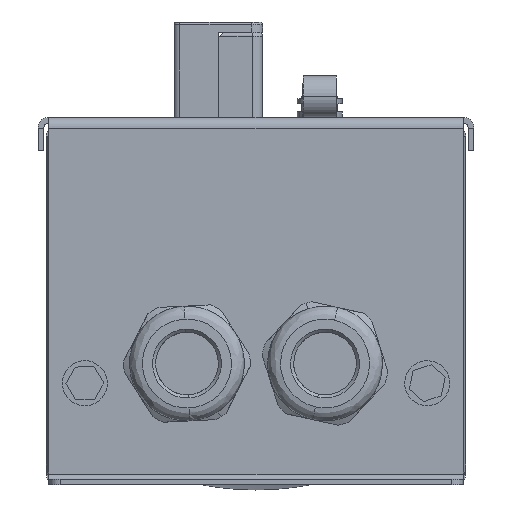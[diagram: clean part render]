
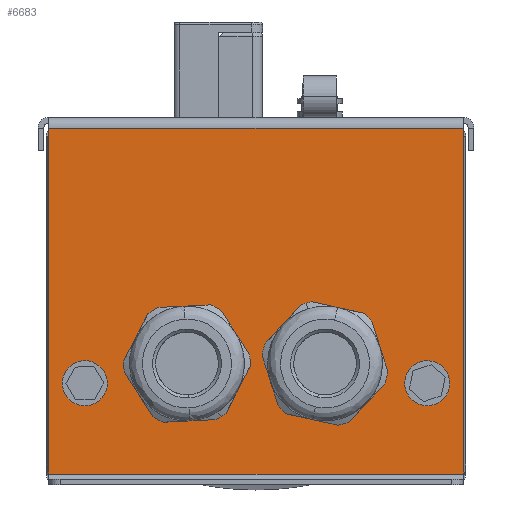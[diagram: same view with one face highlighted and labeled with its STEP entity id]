
A CAD part, front view. The second image highlights one B-rep face of the part: STEP entity #6683.
In plain terms, the highlighted planar face has unit normal (0, -1, 0).
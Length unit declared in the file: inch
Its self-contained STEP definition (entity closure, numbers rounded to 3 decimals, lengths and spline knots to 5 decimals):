
#186 = DIRECTION ( 'NONE',  ( 0., -1., 0. ) ) ;
#316 = CARTESIAN_POINT ( 'NONE',  ( 4.685, -0.123, 0. ) ) ;
#549 = EDGE_LOOP ( 'NONE', ( #5373, #3766 ) ) ;
#822 = CARTESIAN_POINT ( 'NONE',  ( 0.405, -0.123, -2.95 ) ) ;
#942 = EDGE_LOOP ( 'NONE', ( #24377, #3100 ) ) ;
#1000 = DIRECTION ( 'NONE',  ( 0., -1., 0. ) ) ;
#1198 = ORIENTED_EDGE ( 'NONE', *, *, #14106, .F. ) ;
#1220 = AXIS2_PLACEMENT_3D ( 'NONE', #3880, #11952, #22178 ) ;
#1457 = EDGE_CURVE ( 'NONE', #20317, #16788, #6309, .T. ) ;
#1566 = EDGE_CURVE ( 'NONE', #13932, #20486, #20102, .T. ) ;
#2232 = VERTEX_POINT ( 'NONE', #20327 ) ;
#2288 = DIRECTION ( 'NONE',  ( 0., 1., 0. ) ) ;
#2481 = VECTOR ( 'NONE', #4759, 39.37008 ) ;
#2764 = AXIS2_PLACEMENT_3D ( 'NONE', #9198, #25911, #17317 ) ;
#2892 = VERTEX_POINT ( 'NONE', #4373 ) ;
#3100 = ORIENTED_EDGE ( 'NONE', *, *, #9264, .F. ) ;
#3562 = DIRECTION ( 'NONE',  ( 0., 0., -1. ) ) ;
#3766 = ORIENTED_EDGE ( 'NONE', *, *, #17014, .F. ) ;
#3880 = CARTESIAN_POINT ( 'NONE',  ( 4.28, -0.123, -2.95 ) ) ;
#3918 = ORIENTED_EDGE ( 'NONE', *, *, #26175, .T. ) ;
#4127 = DIRECTION ( 'NONE',  ( 0., 0., 1. ) ) ;
#4355 = VERTEX_POINT ( 'NONE', #25234 ) ;
#4373 = CARTESIAN_POINT ( 'NONE',  ( 4.685, -0.123, -0.063 ) ) ;
#4453 = CARTESIAN_POINT ( 'NONE',  ( 1.56125, -0.123, -2.727 ) ) ;
#4671 = CARTESIAN_POINT ( 'NONE',  ( 0.405, -0.123, -3.1065 ) ) ;
#4759 = DIRECTION ( 'NONE',  ( -1., 0., 0. ) ) ;
#5167 = CIRCLE ( 'NONE', #8574, 0.5465 ) ;
#5373 = ORIENTED_EDGE ( 'NONE', *, *, #25413, .F. ) ;
#5841 = CIRCLE ( 'NONE', #21949, 0.5465 ) ;
#5989 = PLANE ( 'NONE',  #24954 ) ;
#6043 = AXIS2_PLACEMENT_3D ( 'NONE', #4453, #12800, #22501 ) ;
#6298 = VERTEX_POINT ( 'NONE', #24726 ) ;
#6309 = LINE ( 'NONE', #8140, #11175 ) ;
#6683 = ADVANCED_FACE ( 'NONE', ( #12069, #9963, #24037, #19669, #7980 ), #5989, .F. ) ;
#6739 = CIRCLE ( 'NONE', #13511, 0.5465 ) ;
#6802 = EDGE_LOOP ( 'NONE', ( #1198, #24189 ) ) ;
#7944 = CARTESIAN_POINT ( 'NONE',  ( 3.12375, -0.123, -2.727 ) ) ;
#7980 = FACE_OUTER_BOUND ( 'NONE', #8412, .T. ) ;
#8140 = CARTESIAN_POINT ( 'NONE',  ( 0., -0.123, 0. ) ) ;
#8412 = EDGE_LOOP ( 'NONE', ( #26152, #14621, #12740, #3918 ) ) ;
#8434 = EDGE_CURVE ( 'NONE', #9997, #2232, #21393, .T. ) ;
#8574 = AXIS2_PLACEMENT_3D ( 'NONE', #13628, #21730, #3562 ) ;
#8621 = CARTESIAN_POINT ( 'NONE',  ( 0., -0.123, 0. ) ) ;
#9007 = EDGE_CURVE ( 'NONE', #23007, #4355, #5167, .T. ) ;
#9088 = VERTEX_POINT ( 'NONE', #22242 ) ;
#9161 = LINE ( 'NONE', #18871, #2481 ) ;
#9164 = CARTESIAN_POINT ( 'NONE',  ( 1.56125, -0.123, -3.2735 ) ) ;
#9198 = CARTESIAN_POINT ( 'NONE',  ( 4.28, -0.123, -2.95 ) ) ;
#9264 = EDGE_CURVE ( 'NONE', #4355, #23007, #19632, .T. ) ;
#9337 = VECTOR ( 'NONE', #20529, 39.37008 ) ;
#9695 = LINE ( 'NONE', #20394, #23100 ) ;
#9963 = FACE_BOUND ( 'NONE', #6802, .T. ) ;
#9997 = VERTEX_POINT ( 'NONE', #14426 ) ;
#11043 = DIRECTION ( 'NONE',  ( 0., -1., 0. ) ) ;
#11175 = VECTOR ( 'NONE', #22484, 39.37008 ) ;
#11404 = CIRCLE ( 'NONE', #13526, 0.1565 ) ;
#11952 = DIRECTION ( 'NONE',  ( 0., -1., 0. ) ) ;
#12069 = FACE_BOUND ( 'NONE', #15348, .T. ) ;
#12094 = CARTESIAN_POINT ( 'NONE',  ( 0.405, -0.123, -2.7935 ) ) ;
#12192 = DIRECTION ( 'NONE',  ( 0., 0., -1. ) ) ;
#12740 = ORIENTED_EDGE ( 'NONE', *, *, #14252, .F. ) ;
#12800 = DIRECTION ( 'NONE',  ( 0., -1., 0. ) ) ;
#13056 = CARTESIAN_POINT ( 'NONE',  ( 0.405, -0.123, -2.95 ) ) ;
#13511 = AXIS2_PLACEMENT_3D ( 'NONE', #17290, #1000, #19019 ) ;
#13526 = AXIS2_PLACEMENT_3D ( 'NONE', #822, #22637, #16817 ) ;
#13628 = CARTESIAN_POINT ( 'NONE',  ( 1.56125, -0.123, -2.727 ) ) ;
#13932 = VERTEX_POINT ( 'NONE', #4671 ) ;
#14106 = EDGE_CURVE ( 'NONE', #2232, #9997, #18112, .T. ) ;
#14154 = LINE ( 'NONE', #316, #9337 ) ;
#14252 = EDGE_CURVE ( 'NONE', #21583, #16788, #9161, .T. ) ;
#14308 = ORIENTED_EDGE ( 'NONE', *, *, #17069, .F. ) ;
#14322 = CARTESIAN_POINT ( 'NONE',  ( 0., -0.123, -0.063 ) ) ;
#14426 = CARTESIAN_POINT ( 'NONE',  ( 4.28, -0.123, -2.7935 ) ) ;
#14621 = ORIENTED_EDGE ( 'NONE', *, *, #1457, .T. ) ;
#15348 = EDGE_LOOP ( 'NONE', ( #21638, #14308 ) ) ;
#16788 = VERTEX_POINT ( 'NONE', #25388 ) ;
#16817 = DIRECTION ( 'NONE',  ( 0., 0., -1. ) ) ;
#17014 = EDGE_CURVE ( 'NONE', #9088, #6298, #6739, .T. ) ;
#17069 = EDGE_CURVE ( 'NONE', #20486, #13932, #11404, .T. ) ;
#17146 = CARTESIAN_POINT ( 'NONE',  ( 4.685, -0.123, -3.977 ) ) ;
#17290 = CARTESIAN_POINT ( 'NONE',  ( 3.12375, -0.123, -2.727 ) ) ;
#17317 = DIRECTION ( 'NONE',  ( 0., 0., -1. ) ) ;
#18112 = CIRCLE ( 'NONE', #1220, 0.1565 ) ;
#18401 = AXIS2_PLACEMENT_3D ( 'NONE', #13056, #11043, #12192 ) ;
#18415 = DIRECTION ( 'NONE',  ( 1., 0., 0. ) ) ;
#18423 = DIRECTION ( 'NONE',  ( 0., 0., -1. ) ) ;
#18871 = CARTESIAN_POINT ( 'NONE',  ( 4.685, -0.123, -3.977 ) ) ;
#19019 = DIRECTION ( 'NONE',  ( 0., 0., -1. ) ) ;
#19632 = CIRCLE ( 'NONE', #6043, 0.5465 ) ;
#19669 = FACE_BOUND ( 'NONE', #942, .T. ) ;
#20102 = CIRCLE ( 'NONE', #18401, 0.1565 ) ;
#20317 = VERTEX_POINT ( 'NONE', #14322 ) ;
#20327 = CARTESIAN_POINT ( 'NONE',  ( 4.28, -0.123, -3.1065 ) ) ;
#20394 = CARTESIAN_POINT ( 'NONE',  ( 4.685, -0.123, -0.063 ) ) ;
#20486 = VERTEX_POINT ( 'NONE', #12094 ) ;
#20529 = DIRECTION ( 'NONE',  ( 0., 0., 1. ) ) ;
#20751 = EDGE_CURVE ( 'NONE', #20317, #2892, #9695, .T. ) ;
#21393 = CIRCLE ( 'NONE', #2764, 0.1565 ) ;
#21583 = VERTEX_POINT ( 'NONE', #17146 ) ;
#21638 = ORIENTED_EDGE ( 'NONE', *, *, #1566, .F. ) ;
#21730 = DIRECTION ( 'NONE',  ( 0., -1., 0. ) ) ;
#21949 = AXIS2_PLACEMENT_3D ( 'NONE', #7944, #186, #18423 ) ;
#22178 = DIRECTION ( 'NONE',  ( 0., 0., -1. ) ) ;
#22242 = CARTESIAN_POINT ( 'NONE',  ( 3.12375, -0.123, -2.1805 ) ) ;
#22484 = DIRECTION ( 'NONE',  ( 0., 0., -1. ) ) ;
#22501 = DIRECTION ( 'NONE',  ( 0., 0., -1. ) ) ;
#22637 = DIRECTION ( 'NONE',  ( 0., -1., 0. ) ) ;
#23007 = VERTEX_POINT ( 'NONE', #9164 ) ;
#23100 = VECTOR ( 'NONE', #18415, 39.37008 ) ;
#24037 = FACE_BOUND ( 'NONE', #549, .T. ) ;
#24189 = ORIENTED_EDGE ( 'NONE', *, *, #8434, .F. ) ;
#24377 = ORIENTED_EDGE ( 'NONE', *, *, #9007, .F. ) ;
#24726 = CARTESIAN_POINT ( 'NONE',  ( 3.12375, -0.123, -3.2735 ) ) ;
#24954 = AXIS2_PLACEMENT_3D ( 'NONE', #8621, #2288, #4127 ) ;
#25234 = CARTESIAN_POINT ( 'NONE',  ( 1.56125, -0.123, -2.1805 ) ) ;
#25388 = CARTESIAN_POINT ( 'NONE',  ( 0., -0.123, -3.977 ) ) ;
#25413 = EDGE_CURVE ( 'NONE', #6298, #9088, #5841, .T. ) ;
#25911 = DIRECTION ( 'NONE',  ( 0., -1., 0. ) ) ;
#26152 = ORIENTED_EDGE ( 'NONE', *, *, #20751, .F. ) ;
#26175 = EDGE_CURVE ( 'NONE', #21583, #2892, #14154, .T. ) ;
